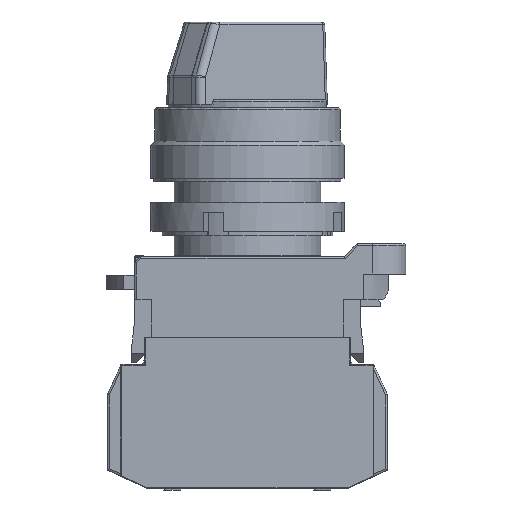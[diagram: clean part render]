
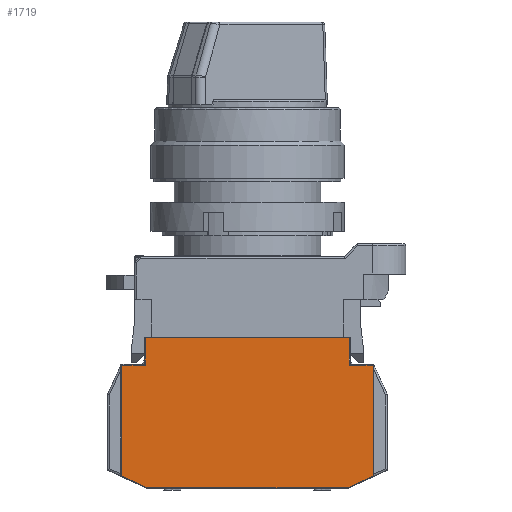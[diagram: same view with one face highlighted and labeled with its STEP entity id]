
A CAD part, left-side view. The second image highlights one B-rep face of the part: STEP entity #1719.
In plain terms, the highlighted planar face has unit normal (-1, 0, 0).
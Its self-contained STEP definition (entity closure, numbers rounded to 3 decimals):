
#1719 = ADVANCED_FACE( '', ( #4180 ), #4181, .T. );
#4180 = FACE_OUTER_BOUND( '', #7493, .T. );
#4181 = PLANE( '', #7494 );
#7493 = EDGE_LOOP( '', ( #13204, #13205, #13206, #13207, #13208, #13209, #13210, #13211, #13212, #13213 ) );
#7494 = AXIS2_PLACEMENT_3D( '', #13214, #13215, #13216 );
#13204 = ORIENTED_EDGE( '', *, *, #22099, .F. );
#13205 = ORIENTED_EDGE( '', *, *, #22100, .F. );
#13206 = ORIENTED_EDGE( '', *, *, #22101, .F. );
#13207 = ORIENTED_EDGE( '', *, *, #22090, .T. );
#13208 = ORIENTED_EDGE( '', *, *, #22102, .F. );
#13209 = ORIENTED_EDGE( '', *, *, #22103, .T. );
#13210 = ORIENTED_EDGE( '', *, *, #22104, .F. );
#13211 = ORIENTED_EDGE( '', *, *, #21307, .T. );
#13212 = ORIENTED_EDGE( '', *, *, #22105, .F. );
#13213 = ORIENTED_EDGE( '', *, *, #22106, .T. );
#13214 = CARTESIAN_POINT( '', ( -5., 0., -11.85 ) );
#13215 = DIRECTION( '', ( -1., 0., 0. ) );
#13216 = DIRECTION( '', ( 0., 0., 1. ) );
#21307 = EDGE_CURVE( '', #25724, #25726, #25728, .T. );
#22090 = EDGE_CURVE( '', #26988, #26986, #26989, .T. );
#22099 = EDGE_CURVE( '', #27000, #27001, #27002, .T. );
#22100 = EDGE_CURVE( '', #27003, #27000, #27004, .F. );
#22101 = EDGE_CURVE( '', #26988, #27003, #27005, .T. );
#22102 = EDGE_CURVE( '', #27006, #26986, #27007, .T. );
#22103 = EDGE_CURVE( '', #27006, #27008, #27009, .T. );
#22104 = EDGE_CURVE( '', #25724, #27008, #27010, .T. );
#22105 = EDGE_CURVE( '', #27011, #25726, #27012, .T. );
#22106 = EDGE_CURVE( '', #27011, #27001, #27013, .T. );
#25724 = VERTEX_POINT( '', #32463 );
#25726 = VERTEX_POINT( '', #32465 );
#25728 = LINE( '', #32467, #32468 );
#26986 = VERTEX_POINT( '', #34942 );
#26988 = VERTEX_POINT( '', #34944 );
#26989 = LINE( '', #34945, #34946 );
#27000 = VERTEX_POINT( '', #34959 );
#27001 = VERTEX_POINT( '', #34960 );
#27002 = LINE( '', #34961, #34962 );
#27003 = VERTEX_POINT( '', #34963 );
#27004 = LINE( '', #34964, #34965 );
#27005 = LINE( '', #34966, #34967 );
#27006 = VERTEX_POINT( '', #34968 );
#27007 = LINE( '', #34969, #34970 );
#27008 = VERTEX_POINT( '', #34971 );
#27009 = LINE( '', #34972, #34973 );
#27010 = LINE( '', #34974, #34975 );
#27011 = VERTEX_POINT( '', #34976 );
#27012 = LINE( '', #34977, #34978 );
#27013 = LINE( '', #34979, #34980 );
#32463 = CARTESIAN_POINT( '', ( -5., -14.828, -22.4 ) );
#32465 = CARTESIAN_POINT( '', ( -5., -18.7, -20.594 ) );
#32467 = CARTESIAN_POINT( '', ( -5., -14.828, -22.4 ) );
#32468 = VECTOR( '', #40582, 1000. );
#34942 = CARTESIAN_POINT( '', ( -5., 18.7, -4.15 ) );
#34944 = CARTESIAN_POINT( '', ( -5., 15.15, -4.15 ) );
#34945 = CARTESIAN_POINT( '', ( -5., 15.15, -4.15 ) );
#34946 = VECTOR( '', #41270, 1000. );
#34959 = CARTESIAN_POINT( '', ( -5., -15.15, 0. ) );
#34960 = CARTESIAN_POINT( '', ( -5., -15.15, -4.15 ) );
#34961 = CARTESIAN_POINT( '', ( -5., -15.15, -2.4 ) );
#34962 = VECTOR( '', #41282, 1000. );
#34963 = CARTESIAN_POINT( '', ( -5., 15.15, 0. ) );
#34964 = CARTESIAN_POINT( '', ( -5., -14.25, 0. ) );
#34965 = VECTOR( '', #41283, 1000. );
#34966 = CARTESIAN_POINT( '', ( -5., 15.15, -4.15 ) );
#34967 = VECTOR( '', #41284, 1000. );
#34968 = CARTESIAN_POINT( '', ( -5., 18.7, -20.594 ) );
#34969 = CARTESIAN_POINT( '', ( -5., 18.7, -20.594 ) );
#34970 = VECTOR( '', #41285, 1000. );
#34971 = CARTESIAN_POINT( '', ( -5., 14.828, -22.4 ) );
#34972 = CARTESIAN_POINT( '', ( -5., 18.7, -20.594 ) );
#34973 = VECTOR( '', #41286, 1000. );
#34974 = CARTESIAN_POINT( '', ( -5., -14.828, -22.4 ) );
#34975 = VECTOR( '', #41287, 1000. );
#34976 = CARTESIAN_POINT( '', ( -5., -18.7, -4.15 ) );
#34977 = CARTESIAN_POINT( '', ( -5., -18.7, -4.15 ) );
#34978 = VECTOR( '', #41288, 1000. );
#34979 = CARTESIAN_POINT( '', ( -5., -18.7, -4.15 ) );
#34980 = VECTOR( '', #41289, 1000. );
#40582 = DIRECTION( '', ( 0., -0.906, 0.423 ) );
#41270 = DIRECTION( '', ( 0., 1., 0. ) );
#41282 = DIRECTION( '', ( 0., 0., -1. ) );
#41283 = DIRECTION( '', ( 0., 1., 0. ) );
#41284 = DIRECTION( '', ( 0., 0., 1. ) );
#41285 = DIRECTION( '', ( 0., 0., 1. ) );
#41286 = DIRECTION( '', ( 0., -0.906, -0.423 ) );
#41287 = DIRECTION( '', ( 0., 1., 0. ) );
#41288 = DIRECTION( '', ( 0., 0., -1. ) );
#41289 = DIRECTION( '', ( 0., 1., 0. ) );
